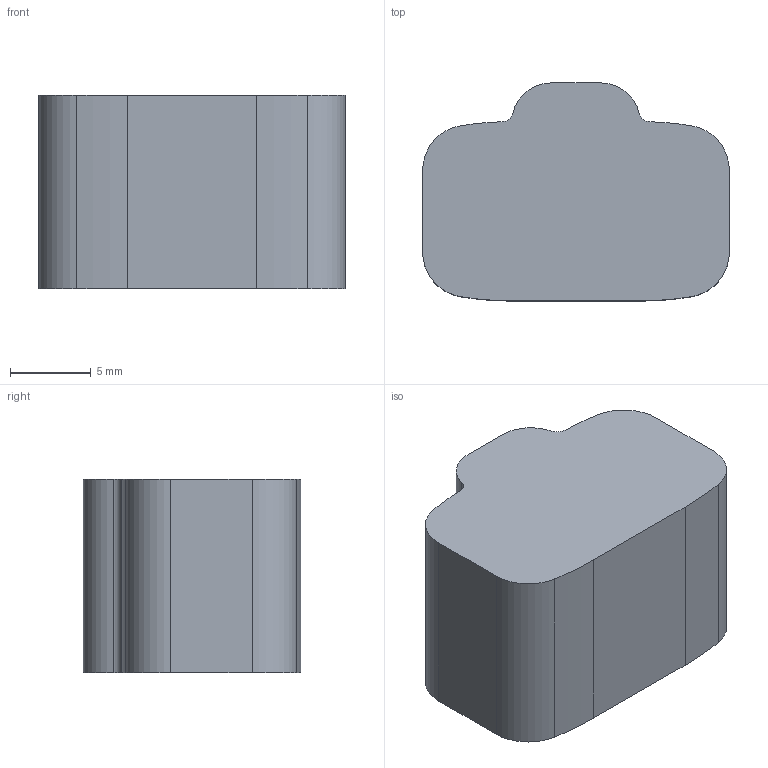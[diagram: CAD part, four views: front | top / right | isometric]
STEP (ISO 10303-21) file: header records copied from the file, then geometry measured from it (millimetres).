
FILE_DESCRIPTION((''),'2;1');
FILE_NAME('RN_121-02_E2','2023-06-05T15:34:28',('J_Laengerich'),(''),'CREO PARAMETRIC BY PTC INC, 2022281','CREO PARAMETRIC BY PTC INC, 2022281','');
FILE_SCHEMA(('AUTOMOTIVE_DESIGN { 1 0 10303 214 1 1 1 1 }'));
Length unit declared in the file: millimetre
Products named in the file (1): RN_121-02_E2
Bounding box: 19 x 13.5 x 12 mm (x, y, z)
Volume: 1489.2 mm3; surface area: 2309.5 mm2
Topology: 1 solids, 1 shells, 225 faces, 573 edges, 362 vertices
Faces by surface type: plane 108, cylinder 81, cone 24, bspline 8, torus 4
Entity records: 8536 total; most frequent: CARTESIAN_POINT 1312, DIRECTION 1223, ORIENTED_EDGE 1146, EDGE_CURVE 573, AXIS2_PLACEMENT_3D 435, VERTEX_POINT 362, VECTOR 353, LINE 353
